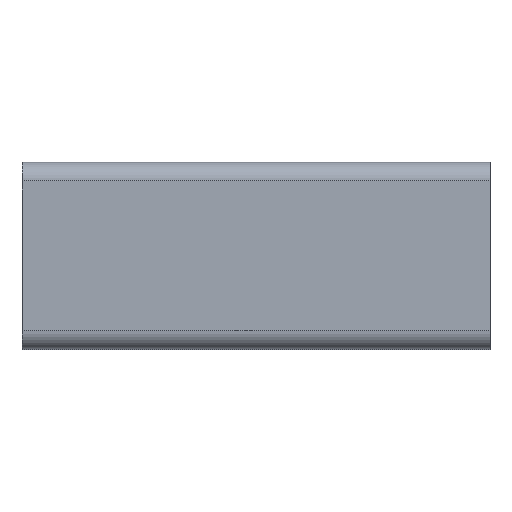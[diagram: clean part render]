
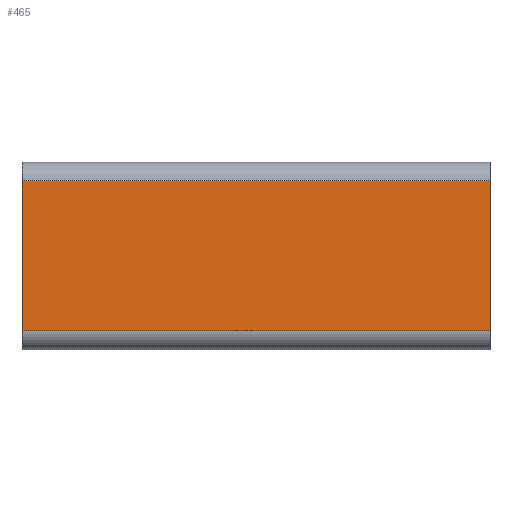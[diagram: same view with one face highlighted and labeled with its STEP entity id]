
A CAD part, top view. The second image highlights one B-rep face of the part: STEP entity #465.
In plain terms, the highlighted planar face has unit normal (0, 0, 1).
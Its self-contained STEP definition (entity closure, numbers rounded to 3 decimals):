
#25 = DIRECTION ( 'NONE',  ( 0., 0., -1. ) ) ;
#465 = ADVANCED_FACE ( 'NONE', ( #3641 ), #2560, .F. ) ;
#584 = ORIENTED_EDGE ( 'NONE', *, *, #731, .T. ) ;
#684 = VECTOR ( 'NONE', #4713, 1000. ) ;
#688 = CARTESIAN_POINT ( 'NONE',  ( 59.184, 70.898, 20. ) ) ;
#731 = EDGE_CURVE ( 'NONE', #2485, #4546, #5260, .T. ) ;
#753 = VECTOR ( 'NONE', #3475, 1000. ) ;
#830 = LINE ( 'NONE', #1404, #3645 ) ;
#843 = EDGE_CURVE ( 'NONE', #2473, #2485, #4275, .T. ) ;
#938 = ORIENTED_EDGE ( 'NONE', *, *, #4625, .F. ) ;
#940 = AXIS2_PLACEMENT_3D ( 'NONE', #2065, #25, #3767 ) ;
#1365 = DIRECTION ( 'NONE',  ( -1., 0., 0. ) ) ;
#1380 = CARTESIAN_POINT ( 'NONE',  ( 59.184, 38.898, 20. ) ) ;
#1404 = CARTESIAN_POINT ( 'NONE',  ( 59.184, 38.898, 20. ) ) ;
#1820 = CARTESIAN_POINT ( 'NONE',  ( 59.184, 38.898, 20. ) ) ;
#1929 = VERTEX_POINT ( 'NONE', #1820 ) ;
#1953 = CARTESIAN_POINT ( 'NONE',  ( -40.816, 70.898, 20. ) ) ;
#2065 = CARTESIAN_POINT ( 'NONE',  ( 59.184, 38.898, 20. ) ) ;
#2139 = CARTESIAN_POINT ( 'NONE',  ( -40.816, 38.898, 20. ) ) ;
#2345 = ORIENTED_EDGE ( 'NONE', *, *, #5147, .F. ) ;
#2473 = VERTEX_POINT ( 'NONE', #688 ) ;
#2485 = VERTEX_POINT ( 'NONE', #1953 ) ;
#2560 = PLANE ( 'NONE',  #940 ) ;
#2895 = ORIENTED_EDGE ( 'NONE', *, *, #843, .T. ) ;
#2952 = EDGE_LOOP ( 'NONE', ( #584, #938, #2345, #2895 ) ) ;
#3371 = VECTOR ( 'NONE', #3754, 1000. ) ;
#3439 = LINE ( 'NONE', #1380, #753 ) ;
#3475 = DIRECTION ( 'NONE',  ( 0., -1., 0. ) ) ;
#3534 = CARTESIAN_POINT ( 'NONE',  ( 59.184, 70.898, 20. ) ) ;
#3641 = FACE_OUTER_BOUND ( 'NONE', #2952, .T. ) ;
#3645 = VECTOR ( 'NONE', #1365, 1000. ) ;
#3754 = DIRECTION ( 'NONE',  ( 0., -1., 0. ) ) ;
#3767 = DIRECTION ( 'NONE',  ( -1., 0., 0. ) ) ;
#4275 = LINE ( 'NONE', #3534, #684 ) ;
#4546 = VERTEX_POINT ( 'NONE', #4697 ) ;
#4625 = EDGE_CURVE ( 'NONE', #1929, #4546, #830, .T. ) ;
#4697 = CARTESIAN_POINT ( 'NONE',  ( -40.816, 38.898, 20. ) ) ;
#4713 = DIRECTION ( 'NONE',  ( -1., 0., 0. ) ) ;
#5147 = EDGE_CURVE ( 'NONE', #2473, #1929, #3439, .T. ) ;
#5260 = LINE ( 'NONE', #2139, #3371 ) ;
